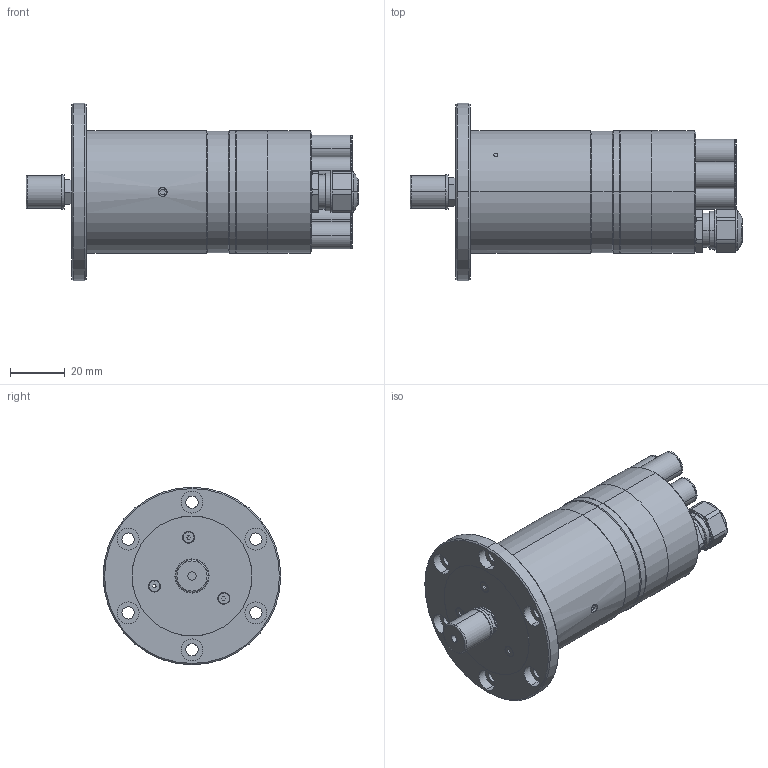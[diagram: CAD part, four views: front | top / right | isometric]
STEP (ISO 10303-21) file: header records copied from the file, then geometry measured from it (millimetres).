
FILE_DESCRIPTION (( 'STEP AP203' ), '1' );
FILE_NAME ('045S140FU-00-.STEP', '2012-01-23T10:22:21', ( 'FM10CAD1' ), ( 'IBAG Switzerland AG' ), 'SwSTEP 2.0', 'SolidWorks 2010', '' );
FILE_SCHEMA (( 'CONFIG_CONTROL_DESIGN' ));
Length unit declared in the file: millimetre
Products named in the file (1): 045S140FU-00-
Bounding box: 121.5 x 65 x 65 mm (x, y, z)
Surface area: 29990.2 mm2 (no closed solid volume)
Topology: 0 solids, 31 shells, 268 faces, 820 edges, 605 vertices
Faces by surface type: cylinder 137, plane 94, cone 29, torus 8
Entity records: 9993 total; most frequent: CARTESIAN_POINT 2110, DIRECTION 1819, ORIENTED_EDGE 1316, EDGE_CURVE 820, AXIS2_PLACEMENT_3D 761, VERTEX_POINT 605, CIRCLE 492, EDGE_LOOP 400
